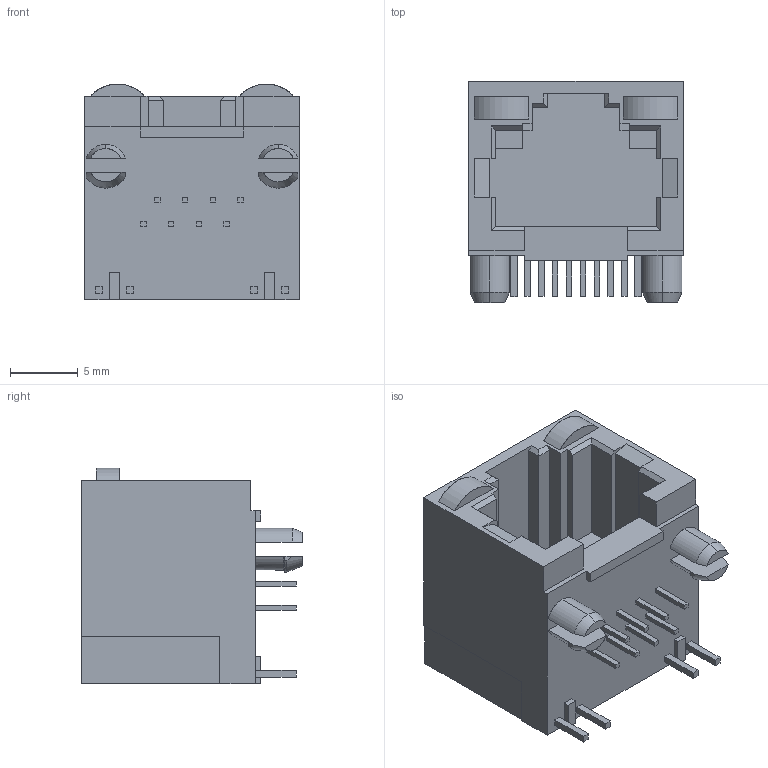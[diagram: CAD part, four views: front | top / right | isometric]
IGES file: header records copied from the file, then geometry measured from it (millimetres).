
Start section: SolidWorks IGES file using analytic representation for surfaces
Global section: file name: GWLX-N-88-Y-Y_rA6.IGS; native system: SolidWorks 2012; preprocessor: SolidWorks 2012; author: Daniel; date: 130501.131840; units: millimetre
Bounding box: 15.8 x 16.31 x 15.89 mm (x, y, z)
Surface area: 1900.3 mm2 (no closed solid volume)
Topology: 0 solids, 0 shells, 174 faces, 968 edges, 968 vertices
Faces by surface type: bspline 154, revolution 20
